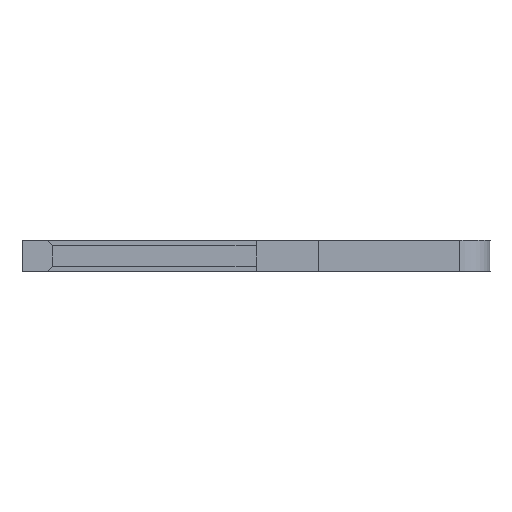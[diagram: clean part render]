
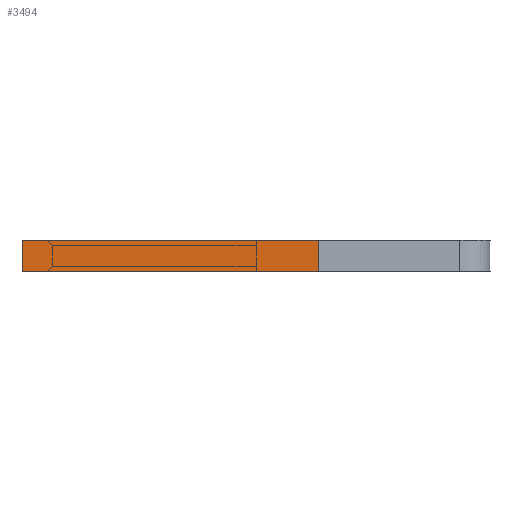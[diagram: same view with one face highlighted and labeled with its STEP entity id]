
A CAD part, left-side view. The second image highlights one B-rep face of the part: STEP entity #3494.
In plain terms, the highlighted face is planar.
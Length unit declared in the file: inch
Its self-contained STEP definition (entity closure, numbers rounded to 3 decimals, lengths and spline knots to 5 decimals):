
#94 = CARTESIAN_POINT ( 'NONE',  ( 0.01, 0.15, -0.04 ) ) ;
#165 = VERTEX_POINT ( 'NONE', #2735 ) ;
#337 = ORIENTED_EDGE ( 'NONE', *, *, #904, .F. ) ;
#434 = EDGE_CURVE ( 'NONE', #165, #801, #1121, .T. ) ;
#534 = EDGE_LOOP ( 'NONE', ( #2700, #677, #337, #708 ) ) ;
#630 = VERTEX_POINT ( 'NONE', #1294 ) ;
#677 = ORIENTED_EDGE ( 'NONE', *, *, #1771, .F. ) ;
#708 = ORIENTED_EDGE ( 'NONE', *, *, #1217, .T. ) ;
#739 = DIRECTION ( 'NONE',  ( 0., 1., 0. ) ) ;
#747 = VECTOR ( 'NONE', #1659, 39.37008 ) ;
#801 = VERTEX_POINT ( 'NONE', #3674 ) ;
#822 = DIRECTION ( 'NONE',  ( -1., 0., 0. ) ) ;
#885 = LINE ( 'NONE', #1353, #747 ) ;
#904 = EDGE_CURVE ( 'NONE', #630, #3364, #885, .T. ) ;
#1121 = LINE ( 'NONE', #3355, #3555 ) ;
#1217 = EDGE_CURVE ( 'NONE', #630, #165, #3630, .T. ) ;
#1288 = PLANE ( 'NONE',  #2458 ) ;
#1294 = CARTESIAN_POINT ( 'NONE',  ( 0.01, -0.04, -0.04 ) ) ;
#1353 = CARTESIAN_POINT ( 'NONE',  ( 0.01, 0.15, -0.04 ) ) ;
#1466 = DIRECTION ( 'NONE',  ( -1., 0., 0. ) ) ;
#1658 = LINE ( 'NONE', #2644, #2623 ) ;
#1659 = DIRECTION ( 'NONE',  ( 0., 1., 0. ) ) ;
#1771 = EDGE_CURVE ( 'NONE', #3364, #801, #1658, .T. ) ;
#2183 = CARTESIAN_POINT ( 'NONE',  ( 0.01, -0.04, -0.04 ) ) ;
#2401 = VECTOR ( 'NONE', #822, 39.37008 ) ;
#2458 = AXIS2_PLACEMENT_3D ( 'NONE', #94, #3330, #3066 ) ;
#2623 = VECTOR ( 'NONE', #1466, 39.37008 ) ;
#2644 = CARTESIAN_POINT ( 'NONE',  ( 0.01, 0.15, -0.04 ) ) ;
#2669 = CARTESIAN_POINT ( 'NONE',  ( 0.01, 0.15, -0.04 ) ) ;
#2700 = ORIENTED_EDGE ( 'NONE', *, *, #434, .T. ) ;
#2735 = CARTESIAN_POINT ( 'NONE',  ( -0.01, -0.04, -0.04 ) ) ;
#3066 = DIRECTION ( 'NONE',  ( 1., 0., 0. ) ) ;
#3330 = DIRECTION ( 'NONE',  ( 0., 0., 1. ) ) ;
#3355 = CARTESIAN_POINT ( 'NONE',  ( -0.01, 0.15, -0.04 ) ) ;
#3364 = VERTEX_POINT ( 'NONE', #2669 ) ;
#3494 = ADVANCED_FACE ( 'NONE', ( #3528 ), #1288, .F. ) ;
#3528 = FACE_OUTER_BOUND ( 'NONE', #534, .T. ) ;
#3555 = VECTOR ( 'NONE', #739, 39.37008 ) ;
#3630 = LINE ( 'NONE', #2183, #2401 ) ;
#3674 = CARTESIAN_POINT ( 'NONE',  ( -0.01, 0.15, -0.04 ) ) ;
